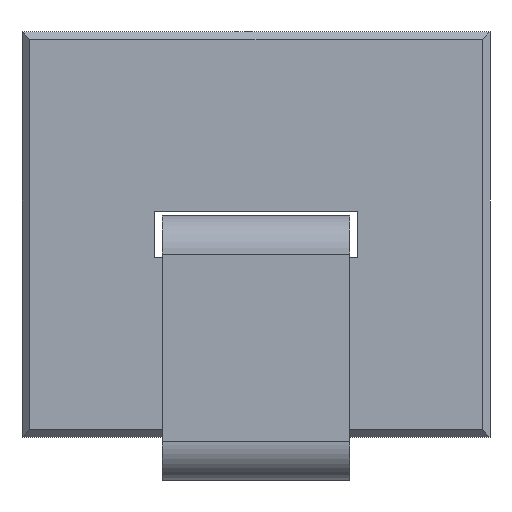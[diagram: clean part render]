
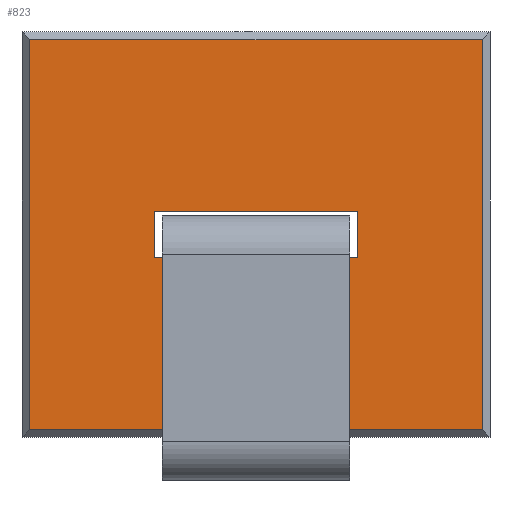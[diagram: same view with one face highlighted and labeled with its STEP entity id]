
A CAD part, front view. The second image highlights one B-rep face of the part: STEP entity #823.
In plain terms, the highlighted free-form (B-spline) face has degree [1, 1] with [2, 2] control points.
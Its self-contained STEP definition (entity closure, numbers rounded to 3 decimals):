
#675=CARTESIAN_POINT('',(-0.65,-4.25,-0.15));
#676=VERTEX_POINT('',#675);
#677=CARTESIAN_POINT('',(0.65,-4.25,-0.15));
#678=VERTEX_POINT('',#677);
#679=CARTESIAN_POINT('',(-0.65,-4.25,-0.15));
#680=CARTESIAN_POINT('',(0.65,-4.25,-0.15));
#681=B_SPLINE_CURVE_WITH_KNOTS('',1,(#679,#680),.POLYLINE_FORM.,.F.,.U.,(2,2),(0.,1.),.UNSPECIFIED.);
#682=EDGE_CURVE('',#676,#678,#681,.T.);
#711=CARTESIAN_POINT('',(0.65,-4.25,0.15));
#712=VERTEX_POINT('',#711);
#713=CARTESIAN_POINT('',(0.65,-4.25,-0.15));
#714=CARTESIAN_POINT('',(0.65,-4.25,0.15));
#715=B_SPLINE_CURVE_WITH_KNOTS('',1,(#713,#714),.POLYLINE_FORM.,.F.,.U.,(2,2),(0.,1.),.UNSPECIFIED.);
#716=EDGE_CURVE('',#678,#712,#715,.T.);
#739=CARTESIAN_POINT('',(-0.65,-4.25,0.15));
#740=VERTEX_POINT('',#739);
#741=CARTESIAN_POINT('',(0.65,-4.25,0.15));
#742=CARTESIAN_POINT('',(-0.65,-4.25,0.15));
#743=B_SPLINE_CURVE_WITH_KNOTS('',1,(#741,#742),.POLYLINE_FORM.,.F.,.U.,(2,2),(0.,1.),.UNSPECIFIED.);
#744=EDGE_CURVE('',#712,#740,#743,.T.);
#767=CARTESIAN_POINT('',(-0.65,-4.25,0.15));
#768=CARTESIAN_POINT('',(-0.65,-4.25,-0.15));
#769=B_SPLINE_CURVE_WITH_KNOTS('',1,(#767,#768),.POLYLINE_FORM.,.F.,.U.,(2,2),(0.,1.),.UNSPECIFIED.);
#770=EDGE_CURVE('',#740,#676,#769,.T.);
#782=CARTESIAN_POINT('',(-1.65,-4.25,-1.45));
#783=CARTESIAN_POINT('',(-1.65,-4.25,1.85));
#784=CARTESIAN_POINT('',(1.65,-4.25,-1.45));
#785=CARTESIAN_POINT('',(1.65,-4.25,1.85));
#786=B_SPLINE_SURFACE_WITH_KNOTS('',1,1,((#782,#783),(#784,#785)),.PLANE_SURF.,.F.,.F.,.U.,(2,2),(2,2),(0.,1.),(0.,1.),.UNSPECIFIED.);
#787=CARTESIAN_POINT('',(1.45,-4.25,-1.25));
#788=VERTEX_POINT('',#787);
#789=CARTESIAN_POINT('',(1.45,-4.25,1.25));
#790=VERTEX_POINT('',#789);
#791=CARTESIAN_POINT('',(1.45,-4.25,-1.25));
#792=CARTESIAN_POINT('',(1.45,-4.25,1.25));
#793=B_SPLINE_CURVE_WITH_KNOTS('',1,(#791,#792),.POLYLINE_FORM.,.F.,.U.,(2,2),(0.061,0.818),.UNSPECIFIED.);
#794=EDGE_CURVE('',#788,#790,#793,.T.);
#795=ORIENTED_EDGE('',*,*,#794,.T.);
#796=CARTESIAN_POINT('',(-1.45,-4.25,1.25));
#797=VERTEX_POINT('',#796);
#798=CARTESIAN_POINT('',(1.45,-4.25,1.25));
#799=CARTESIAN_POINT('',(-1.45,-4.25,1.25));
#800=B_SPLINE_CURVE_WITH_KNOTS('',1,(#798,#799),.POLYLINE_FORM.,.F.,.U.,(2,2),(0.061,0.939),.UNSPECIFIED.);
#801=EDGE_CURVE('',#790,#797,#800,.T.);
#802=ORIENTED_EDGE('',*,*,#801,.T.);
#803=CARTESIAN_POINT('',(-1.45,-4.25,-1.25));
#804=VERTEX_POINT('',#803);
#805=CARTESIAN_POINT('',(-1.45,-4.25,1.25));
#806=CARTESIAN_POINT('',(-1.45,-4.25,-1.25));
#807=B_SPLINE_CURVE_WITH_KNOTS('',1,(#805,#806),.POLYLINE_FORM.,.F.,.U.,(2,2),(0.061,0.818),.UNSPECIFIED.);
#808=EDGE_CURVE('',#797,#804,#807,.T.);
#809=ORIENTED_EDGE('',*,*,#808,.T.);
#810=CARTESIAN_POINT('',(-1.45,-4.25,-1.25));
#811=CARTESIAN_POINT('',(1.45,-4.25,-1.25));
#812=B_SPLINE_CURVE_WITH_KNOTS('',1,(#810,#811),.POLYLINE_FORM.,.F.,.U.,(2,2),(0.061,0.939),.UNSPECIFIED.);
#813=EDGE_CURVE('',#804,#788,#812,.T.);
#814=ORIENTED_EDGE('',*,*,#813,.T.);
#815=EDGE_LOOP('',(#795,#802,#809,#814));
#816=FACE_OUTER_BOUND('',#815,.T.);
#817=ORIENTED_EDGE('',*,*,#716,.F.);
#818=ORIENTED_EDGE('',*,*,#682,.F.);
#819=ORIENTED_EDGE('',*,*,#770,.F.);
#820=ORIENTED_EDGE('',*,*,#744,.F.);
#821=EDGE_LOOP('',(#817,#818,#819,#820));
#822=FACE_BOUND('',#821,.T.);
#823=ADVANCED_FACE('',(#816,#822),#786,.T.);
